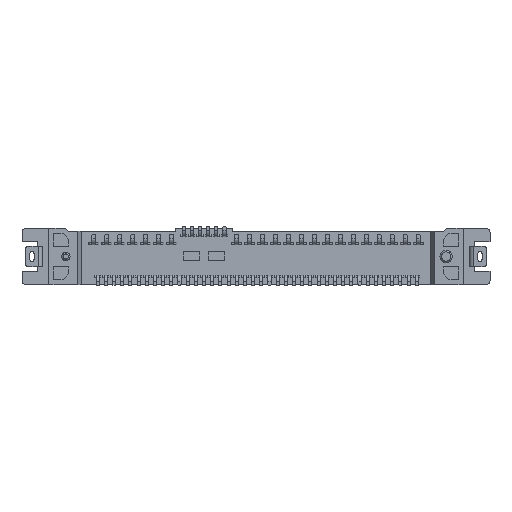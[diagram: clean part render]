
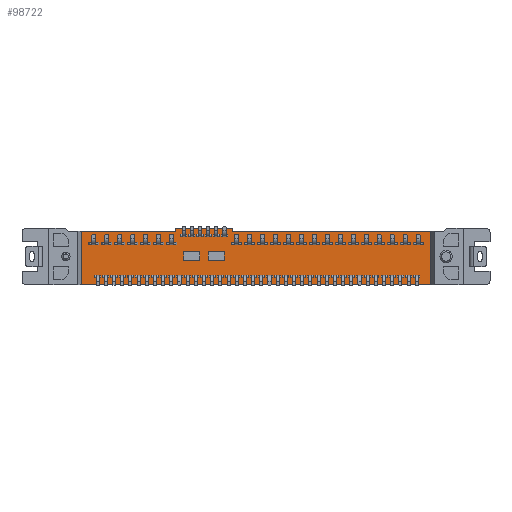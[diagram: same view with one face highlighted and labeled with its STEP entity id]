
A CAD part, front view. The second image highlights one B-rep face of the part: STEP entity #98722.
In plain terms, the highlighted planar face has unit normal (0, -1, 0).
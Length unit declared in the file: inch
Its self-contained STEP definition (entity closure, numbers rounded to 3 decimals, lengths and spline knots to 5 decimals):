
#184 = VERTEX_POINT ( 'NONE', #124566 ) ;
#212 = CARTESIAN_POINT ( 'NONE',  ( -0.21351, 0.04724, 0.01772 ) ) ;
#1430 = CARTESIAN_POINT ( 'NONE',  ( -0.27874, 0.04724, 0.01995 ) ) ;
#1613 = LINE ( 'NONE', #70275, #56437 ) ;
#1662 = EDGE_LOOP ( 'NONE', ( #125593, #26792, #126098, #19913 ) ) ;
#4446 = CARTESIAN_POINT ( 'NONE',  ( -0.09055, 0.04724, -0.1126 ) ) ;
#4636 = EDGE_CURVE ( 'NONE', #184, #27835, #116268, .T. ) ;
#4775 = VERTEX_POINT ( 'NONE', #112076 ) ;
#4979 = ORIENTED_EDGE ( 'NONE', *, *, #107723, .T. ) ;
#5189 = CARTESIAN_POINT ( 'NONE',  ( -0.12126, 0.04724, -0.01602 ) ) ;
#6263 = CARTESIAN_POINT ( 'NONE',  ( -0.09055, 0.04724, 0.10827 ) ) ;
#6485 = DIRECTION ( 'NONE',  ( 1., 0., 0. ) ) ;
#9451 = LINE ( 'NONE', #212, #129711 ) ;
#12223 = DIRECTION ( 'NONE',  ( 0., 0., -1. ) ) ;
#13777 = VERTEX_POINT ( 'NONE', #61437 ) ;
#14740 = VECTOR ( 'NONE', #105514, 39.37008 ) ;
#14876 = CARTESIAN_POINT ( 'NONE',  ( -0.27874, 0.04724, 0.01772 ) ) ;
#15016 = CARTESIAN_POINT ( 'NONE',  ( 0.69913, 0.04724, -0.1126 ) ) ;
#15057 = EDGE_CURVE ( 'NONE', #56866, #114894, #67311, .T. ) ;
#15216 = CARTESIAN_POINT ( 'NONE',  ( -0.28098, 0.04724, -0.01378 ) ) ;
#15667 = FACE_BOUND ( 'NONE', #1662, .T. ) ;
#16045 = VERTEX_POINT ( 'NONE', #110855 ) ;
#16825 = EDGE_CURVE ( 'NONE', #114894, #80312, #1613, .T. ) ;
#17012 = CARTESIAN_POINT ( 'NONE',  ( 0.67224, 0.04724, 0.09646 ) ) ;
#17017 = ORIENTED_EDGE ( 'NONE', *, *, #22821, .F. ) ;
#17239 = EDGE_CURVE ( 'NONE', #48642, #50121, #60225, .T. ) ;
#18360 = DIRECTION ( 'NONE',  ( -1., 0., 0. ) ) ;
#18718 = LINE ( 'NONE', #27384, #23418 ) ;
#19913 = ORIENTED_EDGE ( 'NONE', *, *, #53551, .F. ) ;
#21982 = LINE ( 'NONE', #33225, #37808 ) ;
#22821 = EDGE_CURVE ( 'NONE', #129953, #56866, #102369, .T. ) ;
#23418 = VECTOR ( 'NONE', #47786, 39.37008 ) ;
#24025 = CARTESIAN_POINT ( 'NONE',  ( -0.67224, 0.04724, 0.09646 ) ) ;
#25592 = LINE ( 'NONE', #4446, #39522 ) ;
#26792 = ORIENTED_EDGE ( 'NONE', *, *, #29253, .F. ) ;
#26906 = FACE_BOUND ( 'NONE', #112948, .T. ) ;
#27384 = CARTESIAN_POINT ( 'NONE',  ( -0.7307, 0.04724, 0.09646 ) ) ;
#27835 = VERTEX_POINT ( 'NONE', #6263 ) ;
#28950 = EDGE_CURVE ( 'NONE', #38778, #87754, #21982, .T. ) ;
#29253 = EDGE_CURVE ( 'NONE', #63730, #16045, #88205, .T. ) ;
#33225 = CARTESIAN_POINT ( 'NONE',  ( 0.67224, 0.04724, -0.11236 ) ) ;
#34049 = CARTESIAN_POINT ( 'NONE',  ( -0.12126, 0.04724, 0.01772 ) ) ;
#34253 = ORIENTED_EDGE ( 'NONE', *, *, #4636, .F. ) ;
#34410 = CARTESIAN_POINT ( 'NONE',  ( -0.31383, 0.04724, 0.10827 ) ) ;
#35139 = DIRECTION ( 'NONE',  ( 1., 0., 0. ) ) ;
#35187 = AXIS2_PLACEMENT_3D ( 'NONE', #15016, #104750, #117330 ) ;
#35724 = VECTOR ( 'NONE', #65161, 39.37008 ) ;
#35917 = CARTESIAN_POINT ( 'NONE',  ( -0.21575, 0.04724, 0.01772 ) ) ;
#36138 = FACE_OUTER_BOUND ( 'NONE', #107812, .T. ) ;
#36863 = LINE ( 'NONE', #67197, #49533 ) ;
#37808 = VECTOR ( 'NONE', #61596, 39.37008 ) ;
#38778 = VERTEX_POINT ( 'NONE', #17012 ) ;
#39522 = VECTOR ( 'NONE', #84288, 39.37008 ) ;
#40593 = DIRECTION ( 'NONE',  ( 0., 0., 1. ) ) ;
#41253 = EDGE_CURVE ( 'NONE', #87754, #48642, #97562, .T. ) ;
#42131 = DIRECTION ( 'NONE',  ( -1., 0., 0. ) ) ;
#42366 = VECTOR ( 'NONE', #69472, 39.37008 ) ;
#43042 = ORIENTED_EDGE ( 'NONE', *, *, #17239, .F. ) ;
#43295 = VECTOR ( 'NONE', #120318, 39.37008 ) ;
#43714 = VECTOR ( 'NONE', #35139, 39.37008 ) ;
#44753 = PLANE ( 'NONE',  #35187 ) ;
#47338 = ORIENTED_EDGE ( 'NONE', *, *, #115609, .F. ) ;
#47786 = DIRECTION ( 'NONE',  ( 1., 0., 0. ) ) ;
#48642 = VERTEX_POINT ( 'NONE', #78600 ) ;
#49533 = VECTOR ( 'NONE', #6485, 39.37008 ) ;
#50121 = VERTEX_POINT ( 'NONE', #24025 ) ;
#53551 = EDGE_CURVE ( 'NONE', #101734, #75371, #95616, .T. ) ;
#56437 = VECTOR ( 'NONE', #40593, 39.37008 ) ;
#56866 = VERTEX_POINT ( 'NONE', #121377 ) ;
#57219 = EDGE_CURVE ( 'NONE', #184, #4775, #62372, .T. ) ;
#57252 = CARTESIAN_POINT ( 'NONE',  ( -0.18425, 0.04724, 0.01995 ) ) ;
#58056 = CARTESIAN_POINT ( 'NONE',  ( -0.12126, 0.04724, -0.01378 ) ) ;
#60225 = LINE ( 'NONE', #60856, #42366 ) ;
#60856 = CARTESIAN_POINT ( 'NONE',  ( -0.67224, 0.04724, 0.10055 ) ) ;
#61323 = VECTOR ( 'NONE', #18360, 39.37008 ) ;
#61437 = CARTESIAN_POINT ( 'NONE',  ( -0.09055, 0.04724, 0.09646 ) ) ;
#61596 = DIRECTION ( 'NONE',  ( 0., 0., -1. ) ) ;
#62038 = VECTOR ( 'NONE', #107558, 39.37008 ) ;
#62372 = LINE ( 'NONE', #91427, #116526 ) ;
#63730 = VERTEX_POINT ( 'NONE', #120001 ) ;
#65161 = DIRECTION ( 'NONE',  ( 0., 0., -1. ) ) ;
#66773 = CARTESIAN_POINT ( 'NONE',  ( -0.10681, 0.04724, 0.09646 ) ) ;
#67197 = CARTESIAN_POINT ( 'NONE',  ( -0.18649, 0.04724, -0.01378 ) ) ;
#67311 = LINE ( 'NONE', #15216, #62038 ) ;
#69472 = DIRECTION ( 'NONE',  ( 0., 0., 1. ) ) ;
#70275 = CARTESIAN_POINT ( 'NONE',  ( -0.21575, 0.04724, -0.01602 ) ) ;
#72136 = EDGE_CURVE ( 'NONE', #13777, #38778, #117644, .T. ) ;
#72340 = EDGE_CURVE ( 'NONE', #16045, #101734, #36863, .T. ) ;
#72931 = ORIENTED_EDGE ( 'NONE', *, *, #15057, .F. ) ;
#74380 = ORIENTED_EDGE ( 'NONE', *, *, #81629, .F. ) ;
#75371 = VERTEX_POINT ( 'NONE', #34049 ) ;
#78600 = CARTESIAN_POINT ( 'NONE',  ( -0.67224, 0.04724, -0.10827 ) ) ;
#80312 = VERTEX_POINT ( 'NONE', #35917 ) ;
#80786 = ORIENTED_EDGE ( 'NONE', *, *, #41253, .F. ) ;
#81201 = ORIENTED_EDGE ( 'NONE', *, *, #28950, .F. ) ;
#81629 = EDGE_CURVE ( 'NONE', #50121, #4775, #18718, .T. ) ;
#82539 = VECTOR ( 'NONE', #106945, 39.37008 ) ;
#84206 = VECTOR ( 'NONE', #42131, 39.37008 ) ;
#84288 = DIRECTION ( 'NONE',  ( 0., 0., 1. ) ) ;
#85501 = CARTESIAN_POINT ( 'NONE',  ( 0.67224, 0.04724, -0.10827 ) ) ;
#85587 = ORIENTED_EDGE ( 'NONE', *, *, #72136, .F. ) ;
#87754 = VERTEX_POINT ( 'NONE', #85501 ) ;
#88205 = LINE ( 'NONE', #57252, #35724 ) ;
#88292 = CARTESIAN_POINT ( 'NONE',  ( 0.92024, 0.04724, -0.10827 ) ) ;
#91427 = CARTESIAN_POINT ( 'NONE',  ( -0.30945, 0.04724, -0.1126 ) ) ;
#92243 = CARTESIAN_POINT ( 'NONE',  ( -0.11902, 0.04724, 0.01772 ) ) ;
#95616 = LINE ( 'NONE', #5189, #14740 ) ;
#97562 = LINE ( 'NONE', #88292, #61323 ) ;
#98722 = ADVANCED_FACE ( 'NONE', ( #15667, #26906, #36138 ), #44753, .F. ) ;
#101734 = VERTEX_POINT ( 'NONE', #58056 ) ;
#102369 = LINE ( 'NONE', #1430, #43295 ) ;
#104750 = DIRECTION ( 'NONE',  ( 0., 1., 0. ) ) ;
#105514 = DIRECTION ( 'NONE',  ( 0., 0., 1. ) ) ;
#106945 = DIRECTION ( 'NONE',  ( 1., 0., 0. ) ) ;
#107558 = DIRECTION ( 'NONE',  ( 1., 0., 0. ) ) ;
#107723 = EDGE_CURVE ( 'NONE', #13777, #27835, #25592, .T. ) ;
#107812 = EDGE_LOOP ( 'NONE', ( #80786, #81201, #85587, #4979, #34253, #111980, #74380, #43042 ) ) ;
#110855 = CARTESIAN_POINT ( 'NONE',  ( -0.18425, 0.04724, -0.01378 ) ) ;
#111077 = EDGE_CURVE ( 'NONE', #75371, #63730, #122693, .T. ) ;
#111980 = ORIENTED_EDGE ( 'NONE', *, *, #57219, .T. ) ;
#112076 = CARTESIAN_POINT ( 'NONE',  ( -0.30945, 0.04724, 0.09646 ) ) ;
#112948 = EDGE_LOOP ( 'NONE', ( #114890, #72931, #17017, #47338 ) ) ;
#114890 = ORIENTED_EDGE ( 'NONE', *, *, #16825, .F. ) ;
#114894 = VERTEX_POINT ( 'NONE', #124267 ) ;
#115609 = EDGE_CURVE ( 'NONE', #80312, #129953, #9451, .T. ) ;
#116268 = LINE ( 'NONE', #34410, #82539 ) ;
#116526 = VECTOR ( 'NONE', #12223, 39.37008 ) ;
#117330 = DIRECTION ( 'NONE',  ( -1., 0., 0. ) ) ;
#117644 = LINE ( 'NONE', #66773, #43714 ) ;
#120001 = CARTESIAN_POINT ( 'NONE',  ( -0.18425, 0.04724, 0.01772 ) ) ;
#120318 = DIRECTION ( 'NONE',  ( 0., 0., -1. ) ) ;
#121377 = CARTESIAN_POINT ( 'NONE',  ( -0.27874, 0.04724, -0.01378 ) ) ;
#122693 = LINE ( 'NONE', #92243, #84206 ) ;
#124267 = CARTESIAN_POINT ( 'NONE',  ( -0.21575, 0.04724, -0.01378 ) ) ;
#124566 = CARTESIAN_POINT ( 'NONE',  ( -0.30945, 0.04724, 0.10827 ) ) ;
#125593 = ORIENTED_EDGE ( 'NONE', *, *, #72340, .F. ) ;
#126098 = ORIENTED_EDGE ( 'NONE', *, *, #111077, .F. ) ;
#128360 = DIRECTION ( 'NONE',  ( -1., 0., 0. ) ) ;
#129711 = VECTOR ( 'NONE', #128360, 39.37008 ) ;
#129953 = VERTEX_POINT ( 'NONE', #14876 ) ;
